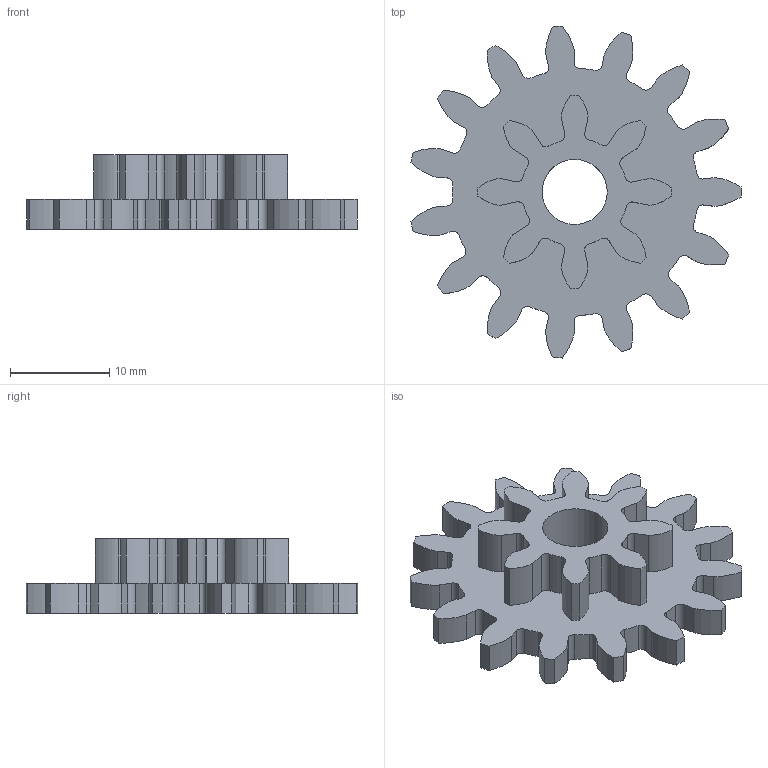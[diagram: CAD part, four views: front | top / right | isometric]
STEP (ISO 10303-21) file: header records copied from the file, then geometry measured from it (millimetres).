
FILE_DESCRIPTION(/* description */ (''),/* implementation_level */ '2;1');
FILE_NAME(/* name */ 'M5IdleCombined.step',/* time_stamp */ '2023-10-09T12:32:57-05:00',/* author */ (''),/* organization */ (''),/* preprocessor_version */ 'ST-DEVELOPER v20',/* originating_system */ 'Autodesk Translation Framework v12.14.0.127',/* authorisation */ '');
FILE_SCHEMA (('AUTOMOTIVE_DESIGN { 1 0 10303 214 3 1 1 }'));
Length unit declared in the file: millimetre
Products named in the file (1): M5IdleCombined
Bounding box: 33.23 x 33.41 x 7.5 mm (x, y, z)
Volume: 2422 mm3; surface area: 2366.5 mm2
Topology: 1 solids, 1 shells, 188 faces, 555 edges, 370 vertices
Faces by surface type: cylinder 93, plane 49, bspline 46
Full cylindrical faces by diameter (mm): 6.55 x1
Entity records: 7604 total; most frequent: CARTESIAN_POINT 2770, ORIENTED_EDGE 1110, DIRECTION 889, EDGE_CURVE 555, VERTEX_POINT 370, AXIS2_PLACEMENT_3D 329, LINE 231, VECTOR 231
